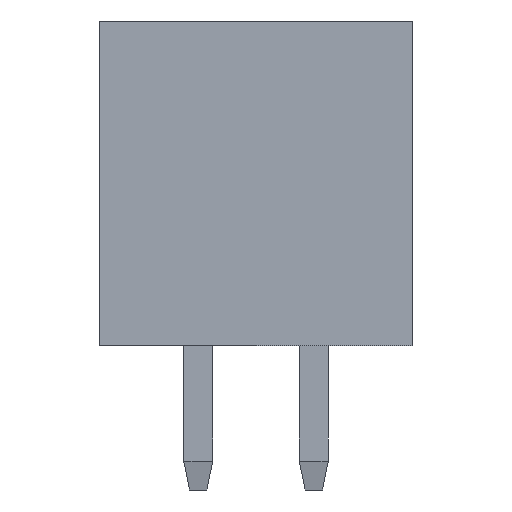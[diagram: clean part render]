
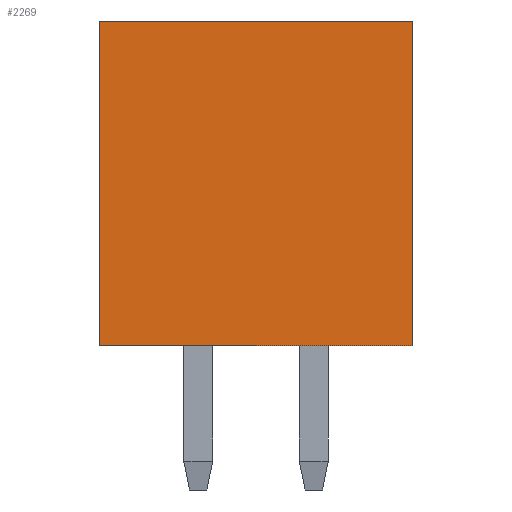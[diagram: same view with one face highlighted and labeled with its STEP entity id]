
A CAD part, left-side view. The second image highlights one B-rep face of the part: STEP entity #2269.
In plain terms, the highlighted planar face has unit normal (-1, 0, 0).
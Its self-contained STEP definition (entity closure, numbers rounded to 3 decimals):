
#65 = DIRECTION ( 'NONE',  ( 0., -1., 0. ) ) ;
#157 = LINE ( 'NONE', #235, #2432 ) ;
#235 = CARTESIAN_POINT ( 'NONE',  ( -10.55, 2.7, 0. ) ) ;
#571 = AXIS2_PLACEMENT_3D ( 'NONE', #5958, #5924, #5897 ) ;
#1636 = ORIENTED_EDGE ( 'NONE', *, *, #9004, .T. ) ;
#1719 = VECTOR ( 'NONE', #4897, 1000. ) ;
#2269 = ADVANCED_FACE ( 'NONE', ( #2971 ), #5993, .F. ) ;
#2386 = ORIENTED_EDGE ( 'NONE', *, *, #5037, .T. ) ;
#2432 = VECTOR ( 'NONE', #65, 1000. ) ;
#2550 = CARTESIAN_POINT ( 'NONE',  ( -10.55, 2.7, 0. ) ) ;
#2692 = EDGE_CURVE ( 'NONE', #8510, #8334, #4157, .T. ) ;
#2920 = EDGE_LOOP ( 'NONE', ( #2386, #6790, #7704, #1636 ) ) ;
#2971 = FACE_OUTER_BOUND ( 'NONE', #2920, .T. ) ;
#3190 = CARTESIAN_POINT ( 'NONE',  ( -10.55, -2.7, 5.6 ) ) ;
#3960 = CARTESIAN_POINT ( 'NONE',  ( -10.55, 2.7, 5.6 ) ) ;
#4001 = CARTESIAN_POINT ( 'NONE',  ( -10.55, -2.7, 5.6 ) ) ;
#4157 = LINE ( 'NONE', #8550, #10408 ) ;
#4163 = DIRECTION ( 'NONE',  ( 0., 0., -1. ) ) ;
#4897 = DIRECTION ( 'NONE',  ( 0., 0., -1. ) ) ;
#5037 = EDGE_CURVE ( 'NONE', #8027, #7120, #157, .T. ) ;
#5897 = DIRECTION ( 'NONE',  ( 0., 0., -1. ) ) ;
#5924 = DIRECTION ( 'NONE',  ( 1., 0., 0. ) ) ;
#5958 = CARTESIAN_POINT ( 'NONE',  ( -10.55, 2.7, 5.6 ) ) ;
#5993 = PLANE ( 'NONE',  #571 ) ;
#6599 = LINE ( 'NONE', #3960, #1719 ) ;
#6790 = ORIENTED_EDGE ( 'NONE', *, *, #8442, .F. ) ;
#6898 = CARTESIAN_POINT ( 'NONE',  ( -10.55, 2.7, 5.6 ) ) ;
#7120 = VERTEX_POINT ( 'NONE', #8252 ) ;
#7287 = VECTOR ( 'NONE', #4163, 1000. ) ;
#7704 = ORIENTED_EDGE ( 'NONE', *, *, #2692, .F. ) ;
#8027 = VERTEX_POINT ( 'NONE', #2550 ) ;
#8252 = CARTESIAN_POINT ( 'NONE',  ( -10.55, -2.7, 0. ) ) ;
#8334 = VERTEX_POINT ( 'NONE', #4001 ) ;
#8442 = EDGE_CURVE ( 'NONE', #8334, #7120, #9176, .T. ) ;
#8510 = VERTEX_POINT ( 'NONE', #6898 ) ;
#8550 = CARTESIAN_POINT ( 'NONE',  ( -10.55, 2.7, 5.6 ) ) ;
#8663 = DIRECTION ( 'NONE',  ( 0., -1., 0. ) ) ;
#9004 = EDGE_CURVE ( 'NONE', #8510, #8027, #6599, .T. ) ;
#9176 = LINE ( 'NONE', #3190, #7287 ) ;
#10408 = VECTOR ( 'NONE', #8663, 1000. ) ;
